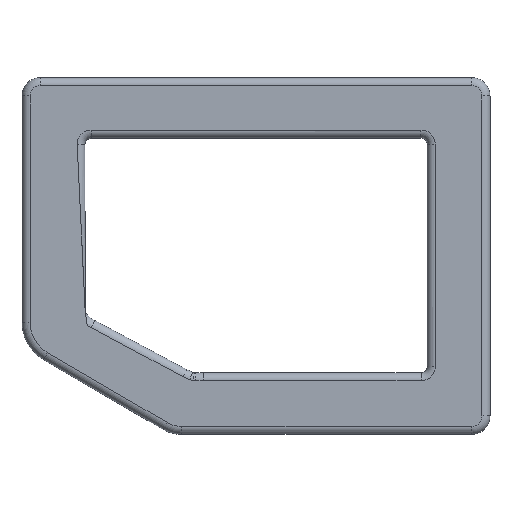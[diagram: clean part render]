
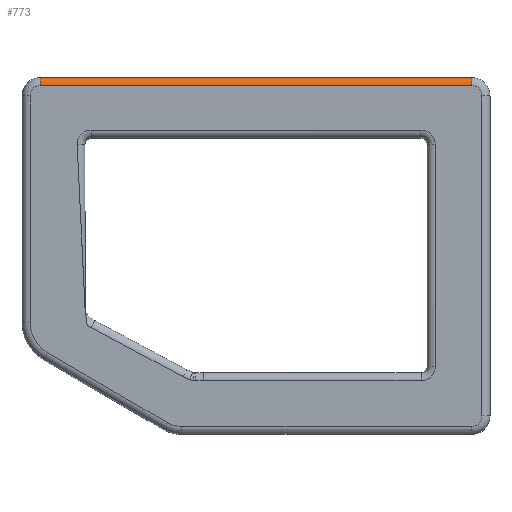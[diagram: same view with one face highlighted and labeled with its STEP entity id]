
A CAD part, top view. The second image highlights one B-rep face of the part: STEP entity #773.
In plain terms, the highlighted cylindrical face has radius 1.3 mm (diameter 2.6 mm), a partial arc.
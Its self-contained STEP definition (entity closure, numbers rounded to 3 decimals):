
#56=LINE('',#1179,#114);
#57=LINE('',#1180,#115);
#114=VECTOR('',#949,10.);
#115=VECTOR('',#950,10.);
#171=CYLINDRICAL_SURFACE('',#843,1.3);
#193=FACE_OUTER_BOUND('',#241,.T.);
#241=EDGE_LOOP('',(#536,#537,#538,#539));
#293=CIRCLE('',#840,1.3);
#296=CIRCLE('',#844,1.3);
#338=VERTEX_POINT('',#1170);
#339=VERTEX_POINT('',#1171);
#340=VERTEX_POINT('',#1176);
#341=VERTEX_POINT('',#1177);
#412=EDGE_CURVE('',#338,#339,#293,.T.);
#415=EDGE_CURVE('',#340,#341,#296,.T.);
#416=EDGE_CURVE('',#341,#339,#56,.T.);
#417=EDGE_CURVE('',#338,#340,#57,.T.);
#536=ORIENTED_EDGE('',*,*,#415,.T.);
#537=ORIENTED_EDGE('',*,*,#416,.T.);
#538=ORIENTED_EDGE('',*,*,#412,.F.);
#539=ORIENTED_EDGE('',*,*,#417,.T.);
#773=ADVANCED_FACE('',(#193),#171,.T.);
#840=AXIS2_PLACEMENT_3D('',#1172,#939,#940);
#843=AXIS2_PLACEMENT_3D('',#1175,#945,#946);
#844=AXIS2_PLACEMENT_3D('',#1178,#947,#948);
#939=DIRECTION('center_axis',(1.,0.,0.));
#940=DIRECTION('ref_axis',(0.,1.,0.));
#945=DIRECTION('center_axis',(-1.,0.,0.));
#946=DIRECTION('ref_axis',(0.,0.707,0.707));
#947=DIRECTION('center_axis',(1.,0.,0.));
#948=DIRECTION('ref_axis',(0.,1.,0.));
#949=DIRECTION('',(1.,0.,0.));
#950=DIRECTION('',(-1.,0.,0.));
#1170=CARTESIAN_POINT('',(34.956,28.878,16.7));
#1171=CARTESIAN_POINT('',(34.956,27.578,18.));
#1172=CARTESIAN_POINT('Origin',(34.956,27.578,16.7));
#1175=CARTESIAN_POINT('Origin',(17.475,27.578,16.7));
#1176=CARTESIAN_POINT('',(-34.968,28.878,16.7));
#1177=CARTESIAN_POINT('',(-34.968,27.578,18.));
#1178=CARTESIAN_POINT('Origin',(-34.968,27.578,16.7));
#1179=CARTESIAN_POINT('',(17.475,27.578,18.));
#1180=CARTESIAN_POINT('',(17.475,28.878,16.7));
